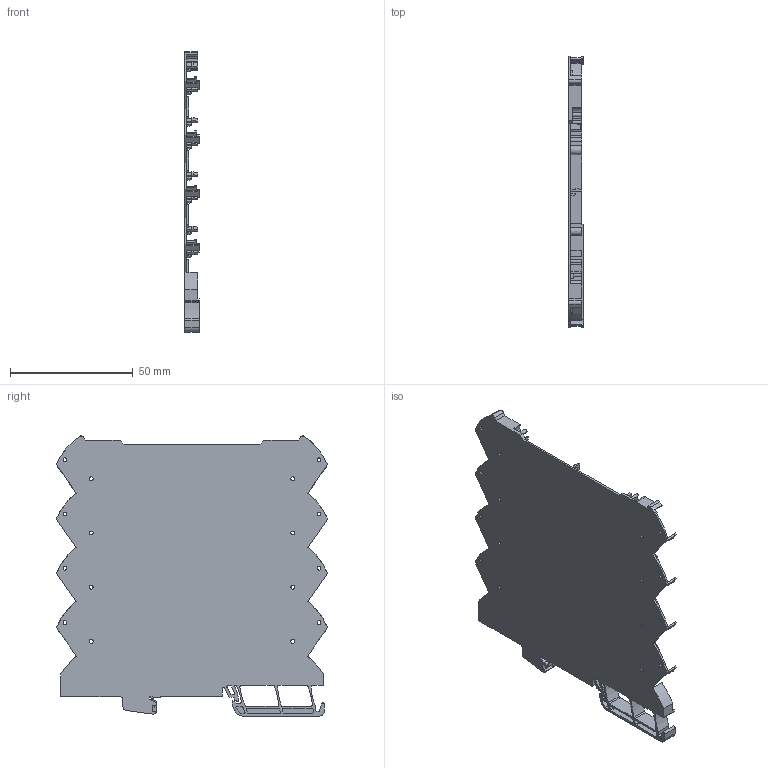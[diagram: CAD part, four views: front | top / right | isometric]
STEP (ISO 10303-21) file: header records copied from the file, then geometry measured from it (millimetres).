
FILE_DESCRIPTION(('CATIA V5 STEP Exchange','CAx-IF Rec.Pracs.--- Model Styling and Organization---1.5--- 2016-08-15','CAx-IF Rec.Pracs.---Supplemental Geometry---1.0---2011-11-01','CAx-IF Rec.Pracs.--- Composite Materials ---1.1---2010-07-15'),'2;1');
FILE_NAME ('D1346539_4', '2024-08-19T11:31:09+00:00', ('none'), ('Weidmueller'), 'CATIA Version 5-6 Release 2022 SP4 HF5', 'CATIA V5 STEP AP214 v3', 'none');
FILE_SCHEMA(('AUTOMOTIVE_DESIGN { 1 0 10303 214 1 1 1 1 }'));
Length unit declared in the file: millimetre
Products named in the file (1): S3D_CH20M6_BP_4P_4P_FE_BK
Bounding box: 6.1 x 110.74 x 114.32 mm (x, y, z)
Volume: 11372.7 mm3; surface area: 27999 mm2
Topology: 1 solids, 1 shells, 1044 faces, 3026 edges, 2049 vertices
Faces by surface type: plane 767, cylinder 241, extrusion 36
Entity records: 35756 total; most frequent: CARTESIAN_POINT 8604, ORIENTED_EDGE 6052, DIRECTION 4242, EDGE_CURVE 3026, VECTOR 2418, LINE 2382, VERTEX_POINT 2049, EDGE_LOOP 1157
